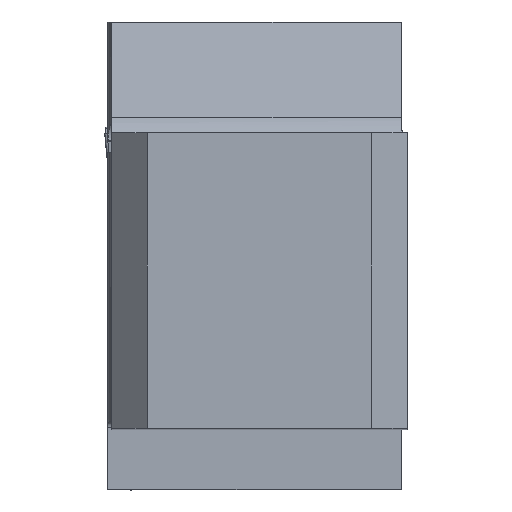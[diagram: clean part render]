
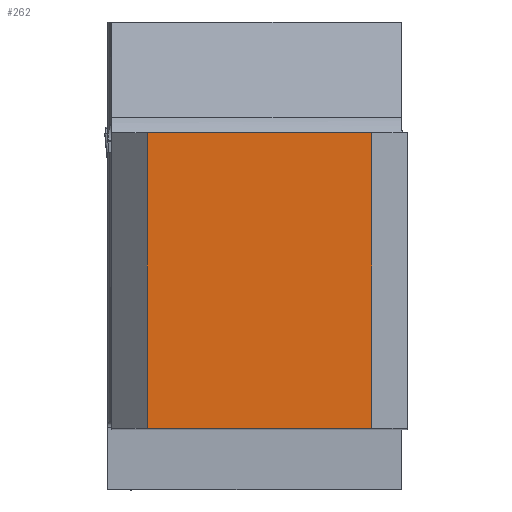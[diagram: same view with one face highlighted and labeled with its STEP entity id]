
A CAD part, top view. The second image highlights one B-rep face of the part: STEP entity #262.
In plain terms, the highlighted planar face has unit normal (0, 0, 1).
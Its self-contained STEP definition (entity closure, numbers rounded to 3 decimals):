
#262=ADVANCED_FACE('CU_BACK_SU1',(#439),#375,.F.);
#375=PLANE('',#2276);
#439=FACE_OUTER_BOUND('',#556,.T.);
#556=EDGE_LOOP('',(#832,#833,#834,#835));
#832=ORIENTED_EDGE('',*,*,#1626,.F.);
#833=ORIENTED_EDGE('',*,*,#1624,.T.);
#834=ORIENTED_EDGE('',*,*,#1627,.T.);
#835=ORIENTED_EDGE('',*,*,#1594,.F.);
#1387=VERTEX_POINT('',#3019);
#1388=VERTEX_POINT('',#3021);
#1404=VERTEX_POINT('',#3105);
#1405=VERTEX_POINT('',#3107);
#1594=EDGE_CURVE('',#1387,#1388,#1892,.T.);
#1624=EDGE_CURVE('',#1405,#1404,#1910,.T.);
#1626=EDGE_CURVE('',#1405,#1387,#1912,.T.);
#1627=EDGE_CURVE('',#1404,#1388,#1913,.T.);
#1892=LINE('',#3020,#2067);
#1910=LINE('',#3106,#2085);
#1912=LINE('',#3110,#2087);
#1913=LINE('',#3111,#2088);
#2067=VECTOR('',#2498,1.);
#2085=VECTOR('',#2548,1.);
#2087=VECTOR('',#2552,1.);
#2088=VECTOR('',#2553,1.);
#2276=AXIS2_PLACEMENT_3D('',#3112,#2554,#2555);
#2498=DIRECTION('',(1.,0.,0.));
#2548=DIRECTION('',(1.,0.,0.));
#2552=DIRECTION('',(0.,1.,0.));
#2553=DIRECTION('',(0.,1.,0.));
#2554=DIRECTION('',(0.,0.,-1.));
#2555=DIRECTION('',(-1.,0.,0.));
#3019=CARTESIAN_POINT('',(-21.925,24.925,0.));
#3020=CARTESIAN_POINT('',(-110.,24.925,0.));
#3021=CARTESIAN_POINT('',(-3.,24.925,0.));
#3105=CARTESIAN_POINT('',(-3.,0.,0.));
#3106=CARTESIAN_POINT('',(-110.,0.,0.));
#3107=CARTESIAN_POINT('',(-21.925,0.,0.));
#3110=CARTESIAN_POINT('',(-21.925,0.,0.));
#3111=CARTESIAN_POINT('',(-3.,0.,0.));
#3112=CARTESIAN_POINT('',(23.246,44.925,0.));
